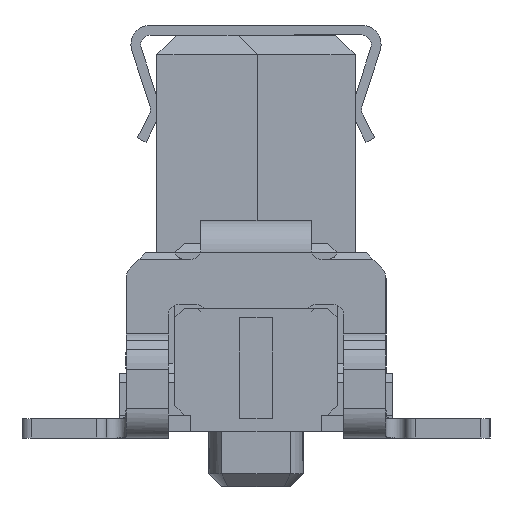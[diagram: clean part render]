
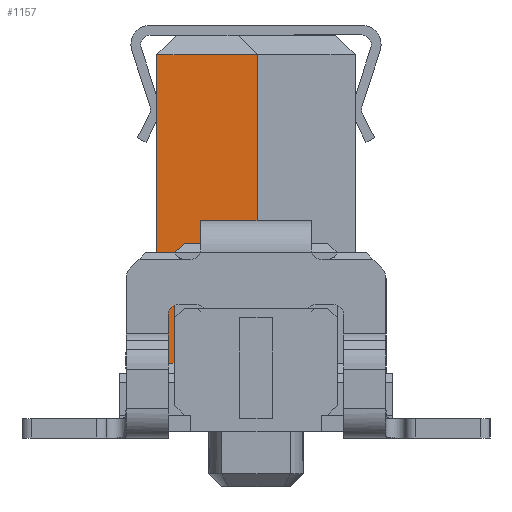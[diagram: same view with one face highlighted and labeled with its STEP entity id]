
A CAD part, left-side view. The second image highlights one B-rep face of the part: STEP entity #1157.
In plain terms, the highlighted planar face has unit normal (-1, 0, 0).
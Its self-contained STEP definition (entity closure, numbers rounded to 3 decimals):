
#934=CARTESIAN_POINT('',(-13.575,-0.025,1.05));
#935=VERTEX_POINT('',#934);
#936=CARTESIAN_POINT('',(-13.575,1.525,1.05));
#937=VERTEX_POINT('',#936);
#938=CARTESIAN_POINT('',(-13.575,-0.025,1.05));
#939=DIRECTION('',(0.,1.,0.));
#940=VECTOR('',#939,1.55);
#941=LINE('',#938,#940);
#942=EDGE_CURVE('',#935,#937,#941,.T.);
#1085=CARTESIAN_POINT('',(-13.575,1.525,5.8));
#1086=VERTEX_POINT('',#1085);
#1087=CARTESIAN_POINT('',(-13.575,1.525,1.05));
#1088=DIRECTION('',(0.,0.,1.));
#1089=VECTOR('',#1088,4.75);
#1090=LINE('',#1087,#1089);
#1091=EDGE_CURVE('',#937,#1086,#1090,.T.);
#1134=CARTESIAN_POINT('',(-13.575,0.,3.5));
#1135=DIRECTION('',(0.,-1.,0.));
#1136=DIRECTION('',(-1.,0.,0.));
#1137=AXIS2_PLACEMENT_3D('',#1134,#1136,#1135);
#1138=PLANE('',#1137);
#1139=ORIENTED_EDGE('',*,*,#942,.F.);
#1140=CARTESIAN_POINT('',(-13.575,-0.025,5.8));
#1141=VERTEX_POINT('',#1140);
#1142=CARTESIAN_POINT('',(-13.575,-0.025,1.05));
#1143=DIRECTION('',(0.,0.,1.));
#1144=VECTOR('',#1143,4.75);
#1145=LINE('',#1142,#1144);
#1146=EDGE_CURVE('',#935,#1141,#1145,.T.);
#1147=ORIENTED_EDGE('',*,*,#1146,.T.);
#1148=CARTESIAN_POINT('',(-13.575,-0.025,5.8));
#1149=DIRECTION('',(0.,1.,0.));
#1150=VECTOR('',#1149,1.55);
#1151=LINE('',#1148,#1150);
#1152=EDGE_CURVE('',#1141,#1086,#1151,.T.);
#1153=ORIENTED_EDGE('',*,*,#1152,.T.);
#1154=ORIENTED_EDGE('',*,*,#1091,.F.);
#1155=EDGE_LOOP('',(#1139,#1147,#1153,#1154));
#1156=FACE_OUTER_BOUND('',#1155,.T.);
#1157=ADVANCED_FACE('',(#1156),#1138,.T.);
